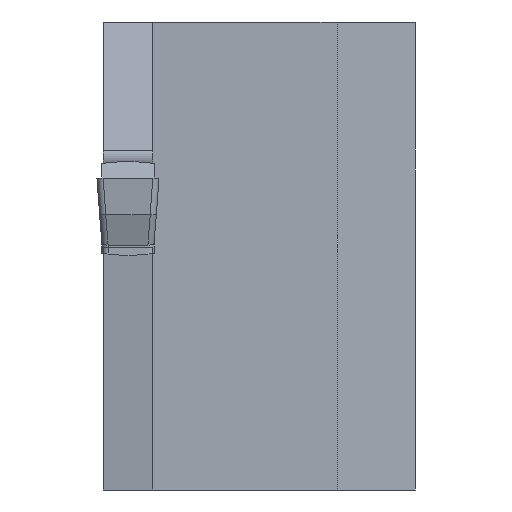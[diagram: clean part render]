
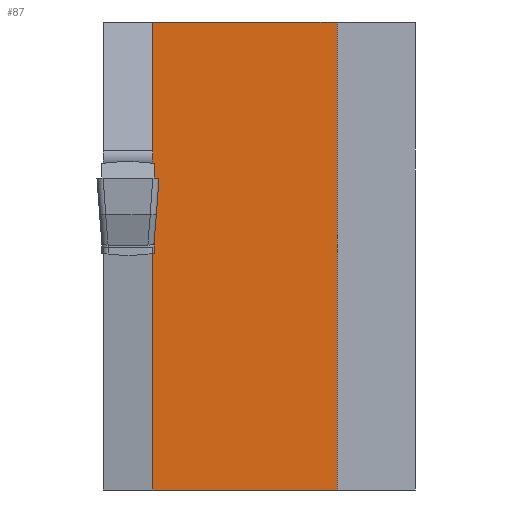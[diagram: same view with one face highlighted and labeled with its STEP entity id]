
A CAD part, left-side view. The second image highlights one B-rep face of the part: STEP entity #87.
In plain terms, the highlighted planar face has unit normal (-1, 0, 0).
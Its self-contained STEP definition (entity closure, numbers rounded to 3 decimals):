
#87=ADVANCED_FACE('',(#181),#141,.T.);
#141=PLANE('',#1063);
#181=FACE_OUTER_BOUND('',#235,.T.);
#235=EDGE_LOOP('',(#313,#314,#315,#316,#317,#318,#319,#320));
#313=ORIENTED_EDGE('',*,*,#701,.F.);
#314=ORIENTED_EDGE('',*,*,#678,.T.);
#315=ORIENTED_EDGE('',*,*,#702,.T.);
#316=ORIENTED_EDGE('',*,*,#695,.T.);
#317=ORIENTED_EDGE('',*,*,#703,.T.);
#318=ORIENTED_EDGE('',*,*,#704,.T.);
#319=ORIENTED_EDGE('',*,*,#705,.F.);
#320=ORIENTED_EDGE('',*,*,#696,.T.);
#582=VERTEX_POINT('',#1417);
#583=VERTEX_POINT('',#1418);
#596=VERTEX_POINT('',#1445);
#599=VERTEX_POINT('',#1451);
#600=VERTEX_POINT('',#1455);
#601=VERTEX_POINT('',#1456);
#605=VERTEX_POINT('',#1468);
#606=VERTEX_POINT('',#1470);
#678=EDGE_CURVE('',#582,#583,#824,.T.);
#695=EDGE_CURVE('',#596,#599,#839,.T.);
#696=EDGE_CURVE('',#600,#601,#840,.T.);
#701=EDGE_CURVE('',#582,#601,#844,.T.);
#702=EDGE_CURVE('',#583,#596,#845,.T.);
#703=EDGE_CURVE('',#599,#605,#846,.T.);
#704=EDGE_CURVE('',#605,#606,#847,.T.);
#705=EDGE_CURVE('',#600,#606,#848,.T.);
#824=LINE('',#1416,#940);
#839=LINE('',#1452,#955);
#840=LINE('',#1454,#956);
#844=LINE('',#1465,#960);
#845=LINE('',#1466,#961);
#846=LINE('',#1467,#962);
#847=LINE('',#1469,#963);
#848=LINE('',#1471,#964);
#940=VECTOR('',#1139,1.);
#955=VECTOR('',#1160,1.);
#956=VECTOR('',#1163,1.);
#960=VECTOR('',#1171,1.);
#961=VECTOR('',#1172,1.);
#962=VECTOR('',#1173,1.);
#963=VECTOR('',#1174,1.);
#964=VECTOR('',#1175,1.);
#1063=AXIS2_PLACEMENT_3D('',#1472,#1176,#1177);
#1139=DIRECTION('',(0.,0.,-1.));
#1160=DIRECTION('',(0.,0.,-1.));
#1163=DIRECTION('',(0.,0.,-1.));
#1171=DIRECTION('',(0.,-1.,0.));
#1172=DIRECTION('',(0.,-1.,0.));
#1173=DIRECTION('',(0.,-1.,0.));
#1174=DIRECTION('',(0.,0.,1.));
#1175=DIRECTION('',(0.,-1.,0.));
#1176=DIRECTION('',(-1.,0.,0.));
#1177=DIRECTION('',(0.,0.,1.));
#1416=CARTESIAN_POINT('',(21.,20.,122.193));
#1417=CARTESIAN_POINT('',(21.,20.,0.538));
#1418=CARTESIAN_POINT('',(21.,20.,0.));
#1445=CARTESIAN_POINT('',(21.,16.8,0.));
#1451=CARTESIAN_POINT('',(21.,16.8,-20.));
#1452=CARTESIAN_POINT('',(21.,16.8,10.));
#1454=CARTESIAN_POINT('',(21.,16.8,10.));
#1455=CARTESIAN_POINT('',(21.,16.8,10.));
#1456=CARTESIAN_POINT('',(21.,16.8,0.538));
#1465=CARTESIAN_POINT('',(21.,-8.275,0.538));
#1466=CARTESIAN_POINT('',(21.,-15.785,0.));
#1467=CARTESIAN_POINT('',(21.,-8.275,-20.));
#1468=CARTESIAN_POINT('',(21.,5.,-20.));
#1469=CARTESIAN_POINT('',(21.,5.,30.));
#1470=CARTESIAN_POINT('',(21.,5.,10.));
#1471=CARTESIAN_POINT('',(21.,-8.275,10.));
#1472=CARTESIAN_POINT('',(21.,-8.275,10.));
